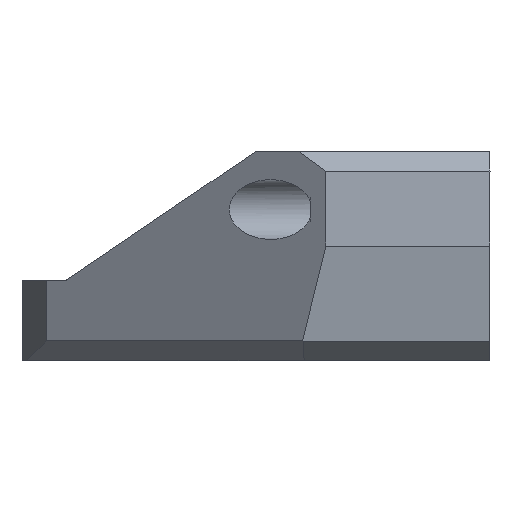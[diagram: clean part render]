
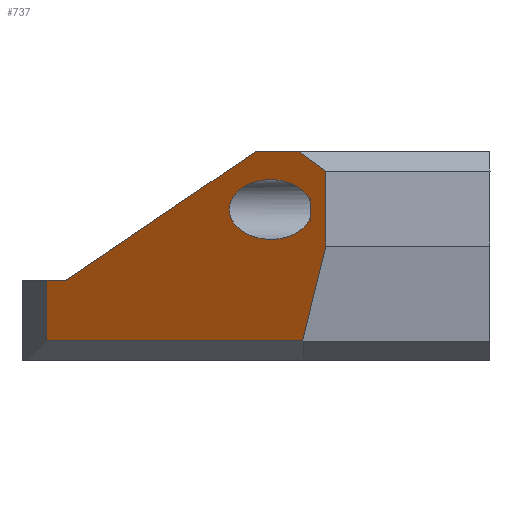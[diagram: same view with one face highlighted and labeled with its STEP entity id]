
A CAD part, left-side view. The second image highlights one B-rep face of the part: STEP entity #737.
In plain terms, the highlighted planar face has unit normal (-0.811, 0.586, 0).
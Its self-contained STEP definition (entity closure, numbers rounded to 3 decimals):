
#15=ELLIPSE('',#797,5.124,3.);
#22=FACE_BOUND('',#92,.T.);
#48=FACE_OUTER_BOUND('',#91,.T.);
#91=EDGE_LOOP('',(#539,#540,#541,#542,#543,#544,#545,#546));
#92=EDGE_LOOP('',(#547,#548));
#137=LINE('',#1061,#227);
#161=LINE('',#1122,#251);
#162=LINE('',#1125,#252);
#163=LINE('',#1127,#253);
#164=LINE('',#1129,#254);
#165=LINE('',#1131,#255);
#166=LINE('',#1133,#256);
#167=LINE('',#1134,#257);
#168=LINE('',#1138,#258);
#227=VECTOR('',#855,10.);
#251=VECTOR('',#893,10.);
#252=VECTOR('',#896,10.);
#253=VECTOR('',#897,10.);
#254=VECTOR('',#898,10.);
#255=VECTOR('',#899,10.);
#256=VECTOR('',#900,1000.);
#257=VECTOR('',#901,10.);
#258=VECTOR('',#904,10.);
#317=VERTEX_POINT('',#1057);
#319=VERTEX_POINT('',#1060);
#341=VERTEX_POINT('',#1120);
#342=VERTEX_POINT('',#1124);
#343=VERTEX_POINT('',#1126);
#344=VERTEX_POINT('',#1128);
#345=VERTEX_POINT('',#1130);
#346=VERTEX_POINT('',#1132);
#347=VERTEX_POINT('',#1135);
#348=VERTEX_POINT('',#1136);
#389=EDGE_CURVE('',#317,#319,#137,.T.);
#417=EDGE_CURVE('',#341,#317,#161,.T.);
#418=EDGE_CURVE('',#342,#341,#162,.T.);
#419=EDGE_CURVE('',#342,#343,#163,.T.);
#420=EDGE_CURVE('',#343,#344,#164,.T.);
#421=EDGE_CURVE('',#344,#345,#165,.T.);
#422=EDGE_CURVE('',#345,#346,#166,.T.);
#423=EDGE_CURVE('',#319,#346,#167,.T.);
#424=EDGE_CURVE('',#347,#348,#15,.T.);
#425=EDGE_CURVE('',#348,#347,#168,.T.);
#539=ORIENTED_EDGE('',*,*,#417,.F.);
#540=ORIENTED_EDGE('',*,*,#418,.F.);
#541=ORIENTED_EDGE('',*,*,#419,.T.);
#542=ORIENTED_EDGE('',*,*,#420,.T.);
#543=ORIENTED_EDGE('',*,*,#421,.T.);
#544=ORIENTED_EDGE('',*,*,#422,.T.);
#545=ORIENTED_EDGE('',*,*,#423,.F.);
#546=ORIENTED_EDGE('',*,*,#389,.F.);
#547=ORIENTED_EDGE('',*,*,#424,.T.);
#548=ORIENTED_EDGE('',*,*,#425,.T.);
#700=PLANE('',#796);
#737=ADVANCED_FACE('',(#48,#22),#700,.F.);
#796=AXIS2_PLACEMENT_3D('',#1123,#894,#895);
#797=AXIS2_PLACEMENT_3D('',#1137,#902,#903);
#855=DIRECTION('',(-0.586,-0.811,0.));
#893=DIRECTION('',(0.,0.,1.));
#894=DIRECTION('center_axis',(0.811,-0.586,0.));
#895=DIRECTION('ref_axis',(-0.586,-0.811,0.));
#896=DIRECTION('',(0.586,0.811,0.));
#897=DIRECTION('',(-0.169,-0.234,0.957));
#898=DIRECTION('',(0.,0.,1.));
#899=DIRECTION('',(0.505,0.7,0.505));
#900=DIRECTION('',(0.586,0.811,0.));
#901=DIRECTION('',(-0.513,-0.71,0.482));
#902=DIRECTION('center_axis',(0.811,-0.586,0.));
#903=DIRECTION('ref_axis',(0.586,0.811,0.));
#904=DIRECTION('',(0.,0.,-1.));
#1057=CARTESIAN_POINT('',(-13.598,66.954,93.055));
#1060=CARTESIAN_POINT('',(-14.974,65.05,93.055));
#1061=CARTESIAN_POINT('',(-11.279,70.165,93.055));
#1120=CARTESIAN_POINT('',(-13.598,66.954,87.));
#1122=CARTESIAN_POINT('',(-13.598,66.954,86.253));
#1123=CARTESIAN_POINT('Origin',(-9.502,72.625,106.055));
#1124=CARTESIAN_POINT('',(-32.186,41.22,87.));
#1125=CARTESIAN_POINT('',(-11.405,69.991,87.));
#1126=CARTESIAN_POINT('',(-33.868,38.892,96.528));
#1127=CARTESIAN_POINT('',(-32.468,40.83,88.596));
#1128=CARTESIAN_POINT('',(-33.868,38.892,104.055));
#1129=CARTESIAN_POINT('',(-33.868,38.892,101.291));
#1130=CARTESIAN_POINT('',(-31.868,41.661,106.055));
#1131=CARTESIAN_POINT('',(-24.5,51.861,113.423));
#1132=CARTESIAN_POINT('',(-28.821,45.879,106.055));
#1133=CARTESIAN_POINT('',(-22.583,54.515,106.055));
#1134=CARTESIAN_POINT('',(-18.957,59.535,96.795));
#1135=CARTESIAN_POINT('',(-32.778,40.4,99.468));
#1136=CARTESIAN_POINT('',(-32.778,40.4,100.923));
#1137=CARTESIAN_POINT('Origin',(-29.868,44.43,100.195));
#1138=CARTESIAN_POINT('',(-32.778,40.4,103.125));
